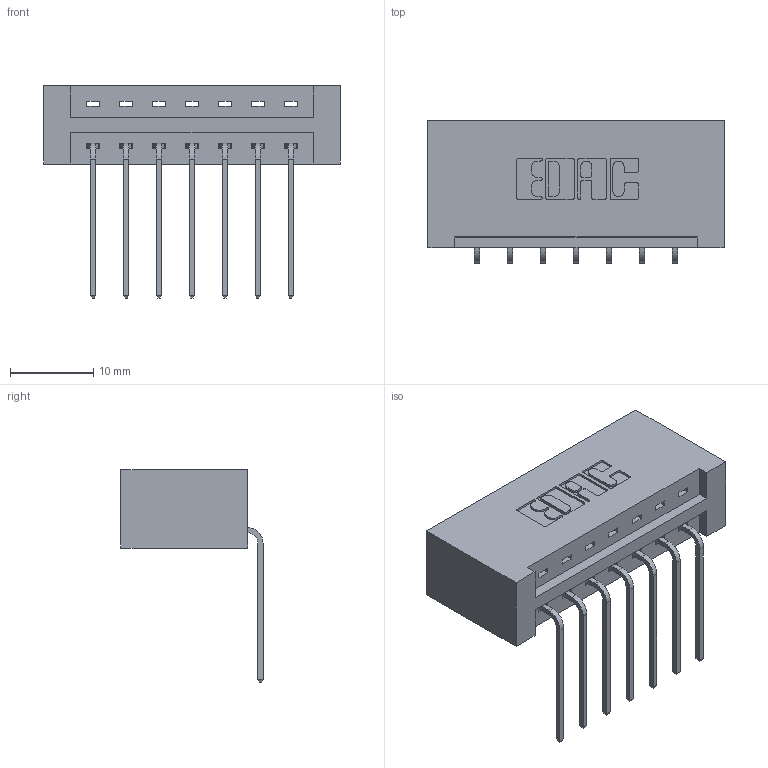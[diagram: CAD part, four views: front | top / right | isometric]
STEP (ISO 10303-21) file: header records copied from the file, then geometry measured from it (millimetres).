
FILE_DESCRIPTION (( 'STEP AP203' ), '1' );
FILE_NAME ('337-007-559-101.STEP', '2018-08-03T20:38:45', ( '' ), ( '' ), 'SwSTEP 2.0', 'SolidWorks 2016', '' );
FILE_SCHEMA (( 'CONFIG_CONTROL_DESIGN' ));
Length unit declared in the file: inch
Products named in the file (3): 345-292-001_558 559 Tail - 1; 337-007-559-101; 337 Part_No Mounting Lugs
Assembly tree (8 placements, depth 2):
  337-007-559-101
    337 Part_No Mounting Lugs
    345-292-001_558 559 Tail - 1  x7
Bounding box: 35.61 x 17.09 x 25.53 mm (x, y, z)
Volume: 4025.2 mm3; surface area: 4089.9 mm2
Topology: 8 solids, 8 shells, 554 faces, 1645 edges, 1086 vertices
Faces by surface type: plane 402, cylinder 152
Entity records: 9537 total; most frequent: CARTESIAN_POINT 1667, ORIENTED_EDGE 1610, DIRECTION 1467, EDGE_CURVE 805, LINE 685, VECTOR 685, VERTEX_POINT 534, AXIS2_PLACEMENT_3D 391
